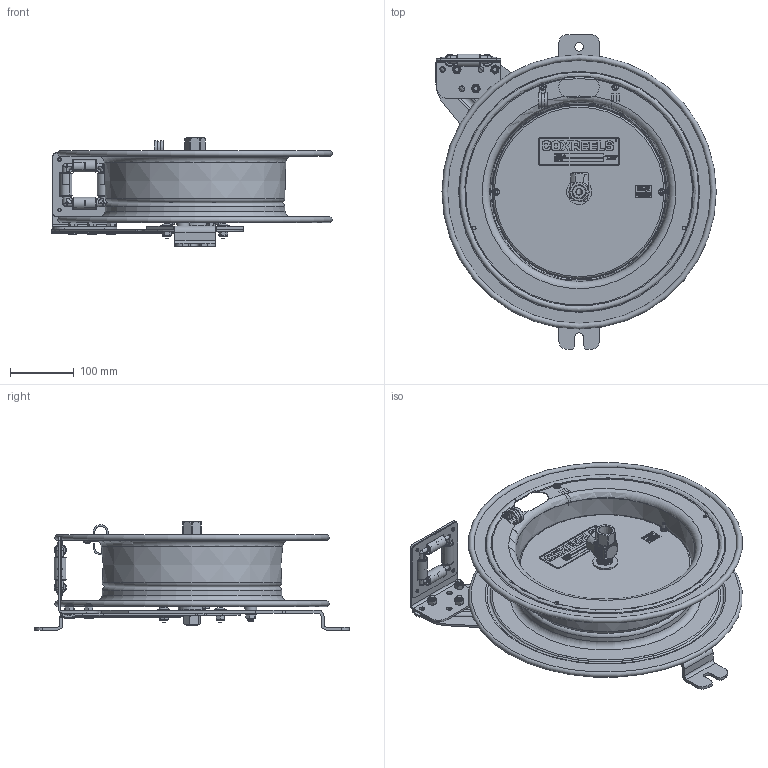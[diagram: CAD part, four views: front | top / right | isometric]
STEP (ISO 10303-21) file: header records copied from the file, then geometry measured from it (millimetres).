
FILE_DESCRIPTION(/* description */ (''),/* implementation_level */ '2;1');
FILE_NAME(/* name */ 'EZ-SG17-L430_SHARED.stp',/* time_stamp */ '2020-02-06T08:04:32-07:00',/* author */ ('NMelton'),/* organization */ (''),/* preprocessor_version */ 'ST-DEVELOPER v17',/* originating_system */ 'Autodesk Inventor 2019',/* authorisation */ '');
FILE_SCHEMA (('AUTOMOTIVE_DESIGN { 1 0 10303 214 3 1 1 }'));
Products named in the file (1): EZ-SG17-L430_SHARED
Bounding box: 441.48 x 495.3 x 170.94 mm (x, y, z)
Surface area: 1033110 mm2 (no closed solid volume)
Topology: 0 solids, 121 shells, 2388 faces, 10571 edges, 7944 vertices
Faces by surface type: plane 1310, bspline 424, cylinder 409, cone 135, torus 72, sphere 38
Full cylindrical faces by diameter (mm): 2.159 x2, 2.54 x1, 3.048 x1, 4.699 x4, 4.826 x6, 5.556 x4, 5.588 x4, 6.35 x4, 7.112 x1, 7.938 x3, 8.636 x3, 8.733 x4, 11.43 x3, 12.192 x8, 13.492 x1, 15.875 x1, 17.399 x1, 17.882 x1, 19.05 x5, 20.574 x1, 28.575 x1, 39.624 x1, 44.044 x1, 273.05 x1
Entity records: 114931 total; most frequent: CARTESIAN_POINT 34042, ORIENTED_EDGE 15334, DIRECTION 13685, EDGE_CURVE 10528, VERTEX_POINT 7944, LINE 6207, VECTOR 6207, AXIS2_PLACEMENT_3D 3739
